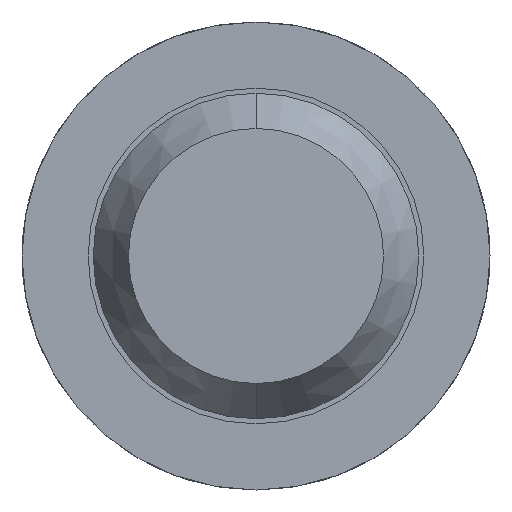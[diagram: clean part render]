
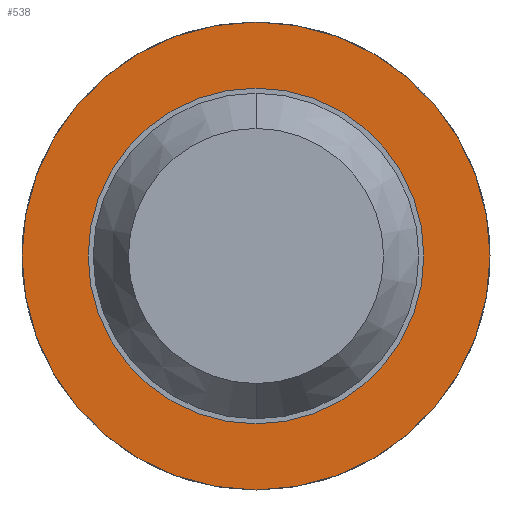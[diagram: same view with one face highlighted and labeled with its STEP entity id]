
A CAD part, front view. The second image highlights one B-rep face of the part: STEP entity #538.
In plain terms, the highlighted planar face has unit normal (0, -1, 0).
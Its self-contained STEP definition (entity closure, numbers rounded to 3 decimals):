
#1 = CIRCLE ( 'NONE', #3214, 0.825 ) ;
#29 = CARTESIAN_POINT ( 'NONE',  ( 0., -1.7, 1.15 ) ) ;
#62 = EDGE_CURVE ( 'Defeature ausgef�hrt3_10+Defeature ausgef�hrt3_14+Defeature ausgef�hrt3_14+Defeature ausgef�hrt3_14', #2228, #4457, #2506, .T. ) ;
#240 = CARTESIAN_POINT ( 'NONE',  ( 0., -1.7, 0. ) ) ;
#294 = EDGE_CURVE ( 'Defeature ausgef�hrt3_14+Defeature ausgef�hrt3_13+Defeature ausgef�hrt3_13+Defeature ausgef�hrt3_13', #4670, #3666, #2792, .T. ) ;
#403 = CARTESIAN_POINT ( 'NONE',  ( 0., -1.7, 0. ) ) ;
#525 = EDGE_LOOP ( 'NONE', ( #2709, #3508 ) ) ;
#538 = ADVANCED_FACE ( 'Defeature ausgef�hrt3_14', ( #2500, #1122 ), #2595, .F. ) ;
#806 = DIRECTION ( 'NONE',  ( 0., 1., 0. ) ) ;
#890 = CARTESIAN_POINT ( 'NONE',  ( 0., -1.7, -1.15 ) ) ;
#1122 = FACE_BOUND ( 'NONE', #1712, .T. ) ;
#1125 = DIRECTION ( 'NONE',  ( 0., 1., 0. ) ) ;
#1173 = AXIS2_PLACEMENT_3D ( 'NONE', #3821, #4638, #1601 ) ;
#1488 = AXIS2_PLACEMENT_3D ( 'NONE', #240, #1730, #2870 ) ;
#1489 = DIRECTION ( 'NONE',  ( 0., 0., 1. ) ) ;
#1601 = DIRECTION ( 'NONE',  ( 0., 0., 1. ) ) ;
#1683 = AXIS2_PLACEMENT_3D ( 'NONE', #2653, #806, #1948 ) ;
#1712 = EDGE_LOOP ( 'NONE', ( #3583, #3031 ) ) ;
#1730 = DIRECTION ( 'NONE',  ( 0., 1., 0. ) ) ;
#1800 = CARTESIAN_POINT ( 'NONE',  ( 0., -1.7, 0.825 ) ) ;
#1948 = DIRECTION ( 'NONE',  ( 0., 0., 1. ) ) ;
#1957 = EDGE_CURVE ( 'Defeature ausgef�hrt3_14+Defeature ausgef�hrt3_13+Defeature ausgef�hrt3_13+Defeature ausgef�hrt3_13', #3666, #4670, #1, .T. ) ;
#2228 = VERTEX_POINT ( 'NONE', #29 ) ;
#2243 = DIRECTION ( 'NONE',  ( 0., 0., 1. ) ) ;
#2500 = FACE_OUTER_BOUND ( 'NONE', #525, .T. ) ;
#2506 = CIRCLE ( 'NONE', #1173, 1.15 ) ;
#2581 = CIRCLE ( 'NONE', #1488, 1.15 ) ;
#2595 = PLANE ( 'NONE',  #4576 ) ;
#2653 = CARTESIAN_POINT ( 'NONE',  ( 0., -1.7, 0. ) ) ;
#2709 = ORIENTED_EDGE ( 'NONE', *, *, #62, .F. ) ;
#2740 = EDGE_CURVE ( 'Defeature ausgef�hrt3_10+Defeature ausgef�hrt3_14+Defeature ausgef�hrt3_14+Defeature ausgef�hrt3_14', #4457, #2228, #2581, .T. ) ;
#2792 = CIRCLE ( 'NONE', #1683, 0.825 ) ;
#2870 = DIRECTION ( 'NONE',  ( 0., 0., 1. ) ) ;
#2968 = CARTESIAN_POINT ( 'NONE',  ( 0.825, -1.7, 0. ) ) ;
#3031 = ORIENTED_EDGE ( 'NONE', *, *, #294, .T. ) ;
#3214 = AXIS2_PLACEMENT_3D ( 'NONE', #403, #1125, #1489 ) ;
#3461 = CARTESIAN_POINT ( 'NONE',  ( 0., -1.7, -0.825 ) ) ;
#3508 = ORIENTED_EDGE ( 'NONE', *, *, #2740, .F. ) ;
#3583 = ORIENTED_EDGE ( 'NONE', *, *, #1957, .T. ) ;
#3666 = VERTEX_POINT ( 'NONE', #1800 ) ;
#3821 = CARTESIAN_POINT ( 'NONE',  ( 0., -1.7, 0. ) ) ;
#4457 = VERTEX_POINT ( 'NONE', #890 ) ;
#4476 = DIRECTION ( 'NONE',  ( 0., 1., 0. ) ) ;
#4576 = AXIS2_PLACEMENT_3D ( 'NONE', #2968, #4476, #2243 ) ;
#4638 = DIRECTION ( 'NONE',  ( 0., 1., 0. ) ) ;
#4670 = VERTEX_POINT ( 'NONE', #3461 ) ;
